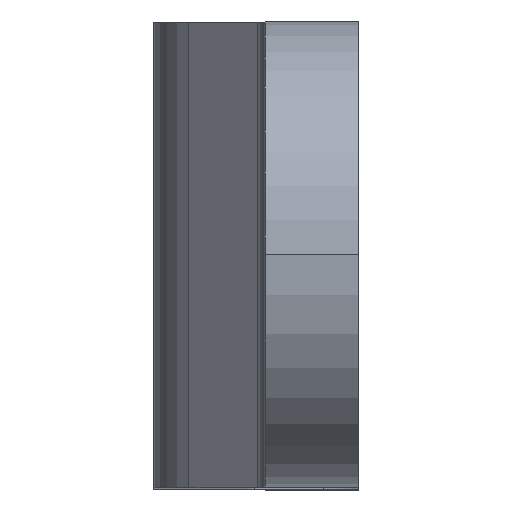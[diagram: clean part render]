
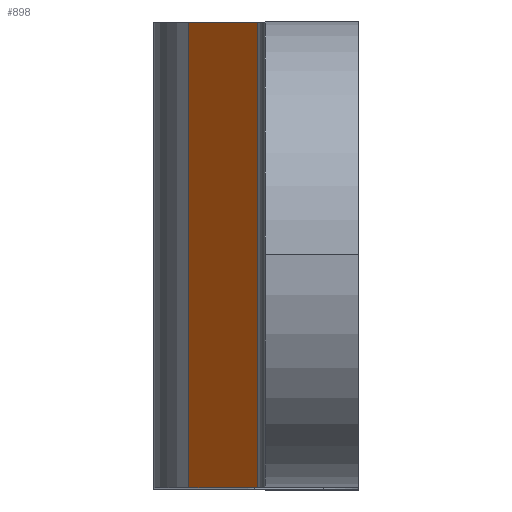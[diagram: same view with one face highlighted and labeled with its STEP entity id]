
A CAD part, top view. The second image highlights one B-rep face of the part: STEP entity #898.
In plain terms, the highlighted planar face has unit normal (-0.707, 0, 0.707).
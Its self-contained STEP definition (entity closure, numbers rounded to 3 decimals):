
#781=CARTESIAN_POINT('Vertex',(0.948,-6.25,-10.992)) ;
#784=CARTESIAN_POINT('Line Origine',(0.948,12.843,-10.992)) ;
#788=CARTESIAN_POINT('Vertex',(0.948,6.25,-10.992)) ;
#868=CARTESIAN_POINT('Axis2P3D Location',(9.235,0.,-2.704)) ;
#873=CARTESIAN_POINT('Line Origine',(2.784,0.,-9.155)) ;
#877=CARTESIAN_POINT('Vertex',(2.784,6.25,-9.155)) ;
#879=CARTESIAN_POINT('Vertex',(2.784,-6.25,-9.155)) ;
#882=CARTESIAN_POINT('Line Origine',(1.866,6.25,-10.073)) ;
#887=CARTESIAN_POINT('Line Origine',(1.866,-6.25,-10.073)) ;
#785=DIRECTION('Vector Direction',(0.,-1.,0.)) ;
#869=DIRECTION('Axis2P3D Direction',(-0.707,0.,0.707)) ;
#870=DIRECTION('Axis2P3D XDirection',(0.707,0.,0.707)) ;
#874=DIRECTION('Vector Direction',(0.,-1.,0.)) ;
#883=DIRECTION('Vector Direction',(0.707,0.,0.707)) ;
#888=DIRECTION('Vector Direction',(-0.707,0.,-0.707)) ;
#871=AXIS2_PLACEMENT_3D('Plane Axis2P3D',#868,#869,#870) ;
#893=ORIENTED_EDGE('',*,*,#881,.F.) ;
#894=ORIENTED_EDGE('',*,*,#886,.F.) ;
#895=ORIENTED_EDGE('',*,*,#790,.T.) ;
#896=ORIENTED_EDGE('',*,*,#891,.F.) ;
#786=VECTOR('Line Direction',#785,1.) ;
#875=VECTOR('Line Direction',#874,1.) ;
#884=VECTOR('Line Direction',#883,1.) ;
#889=VECTOR('Line Direction',#888,1.) ;
#898=ADVANCED_FACE('D\X2\00E9\X0\calage2',(#897),#872,.T.) ;
#790=EDGE_CURVE('',#789,#782,#787,.T.) ;
#881=EDGE_CURVE('',#878,#880,#876,.T.) ;
#886=EDGE_CURVE('',#789,#878,#885,.T.) ;
#891=EDGE_CURVE('',#880,#782,#890,.T.) ;
#892=EDGE_LOOP('',(#893,#894,#895,#896)) ;
#897=FACE_OUTER_BOUND('',#892,.T.) ;
#787=LINE('Line',#784,#786) ;
#876=LINE('Line',#873,#875) ;
#885=LINE('Line',#882,#884) ;
#890=LINE('Line',#887,#889) ;
#872=PLANE('',#871) ;
#782=VERTEX_POINT('',#781) ;
#789=VERTEX_POINT('',#788) ;
#878=VERTEX_POINT('',#877) ;
#880=VERTEX_POINT('',#879) ;
